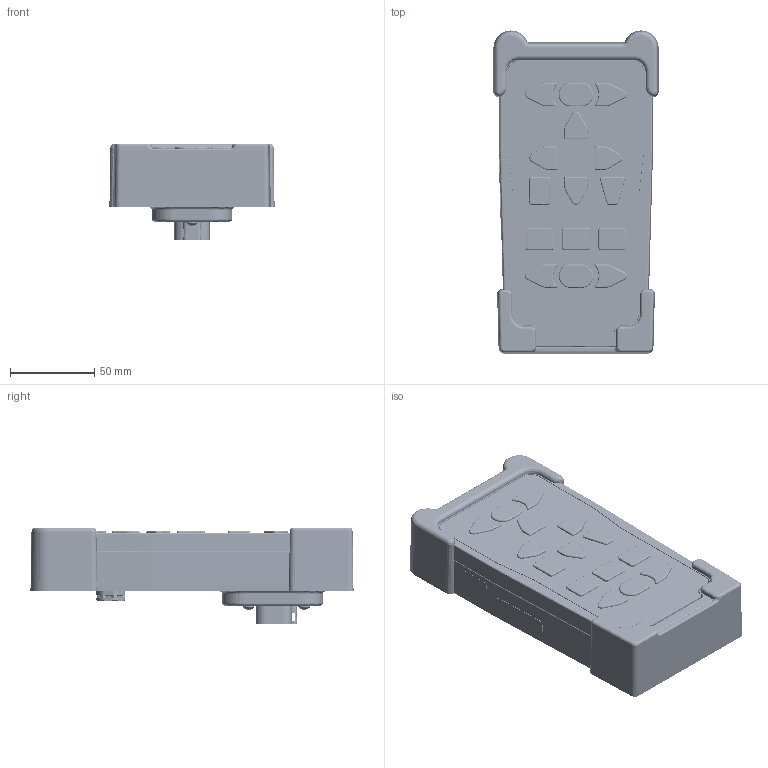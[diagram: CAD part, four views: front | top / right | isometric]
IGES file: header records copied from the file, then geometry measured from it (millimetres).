
Start section: SolidWorks IGES file using analytic representation for surfaces
Global section: file name: 7010X2.IGS; native system: SolidWorks 2019; preprocessor: SolidWorks 2019; author: tmott; date: 191007.144126; units: inch
Bounding box: 97.89 x 191.45 x 57.36 mm (x, y, z)
Surface area: 193650.7 mm2 (no closed solid volume)
Topology: 0 solids, 0 shells, 12852 faces, 101599 edges, 101002 vertices
Faces by surface type: bspline 9332, revolution 3520
